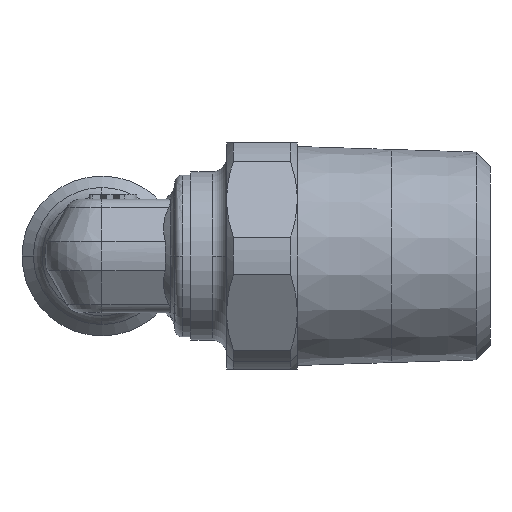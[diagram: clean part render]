
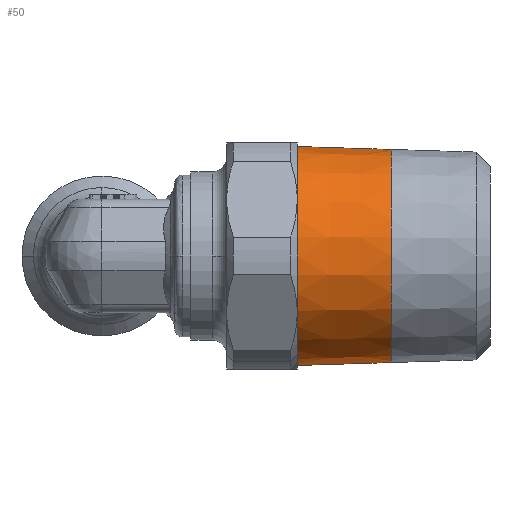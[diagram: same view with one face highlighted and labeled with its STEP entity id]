
A CAD part, left-side view. The second image highlights one B-rep face of the part: STEP entity #50.
In plain terms, the highlighted conical face has half-angle 1.79 degrees and reference radius 6.587 mm.
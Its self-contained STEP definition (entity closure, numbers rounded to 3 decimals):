
#50=ADVANCED_FACE('',(#217),#218,.T.);
#217=FACE_OUTER_BOUND('',#555,.T.);
#218=CONICAL_SURFACE('',#556,6.587,0.031);
#555=EDGE_LOOP('',(#913,#914,#915,#916));
#556=AXIS2_PLACEMENT_3D('',#917,#918,#919);
#913=ORIENTED_EDGE('',*,*,#2204,.F.);
#914=ORIENTED_EDGE('',*,*,#2205,.T.);
#915=ORIENTED_EDGE('',*,*,#2206,.F.);
#916=ORIENTED_EDGE('',*,*,#2207,.F.);
#917=CARTESIAN_POINT('',(0.0,-17.587,0.0));
#918=DIRECTION('',(-0.0,1.0,0.0));
#919=DIRECTION('',(0.,0.0,-1.0));
#2204=EDGE_CURVE('',#2627,#2628,#2629,.T.);
#2205=EDGE_CURVE('',#2627,#2630,#2631,.T.);
#2206=EDGE_CURVE('',#2632,#2630,#2633,.T.);
#2207=EDGE_CURVE('',#2628,#2632,#2634,.T.);
#2627=VERTEX_POINT('',#3328);
#2628=VERTEX_POINT('',#3329);
#2629=LINE('',#3330,#3331);
#2630=VERTEX_POINT('',#3332);
#2631=CIRCLE('',#3333,6.579);
#2632=VERTEX_POINT('',#3334);
#2633=LINE('',#3335,#3336);
#2634=CIRCLE('',#3337,6.76);
#3328=CARTESIAN_POINT('',(0.,-17.863,-6.579));
#3329=CARTESIAN_POINT('',(0.,-12.065,-6.76));
#3330=CARTESIAN_POINT('',(0.,-17.587,-6.587));
#3331=VECTOR('',#4932,1.0);
#3332=CARTESIAN_POINT('',(0.,-17.863,6.579));
#3333=AXIS2_PLACEMENT_3D('',#4933,#4934,#4935);
#3334=CARTESIAN_POINT('',(0.,-12.065,6.76));
#3335=CARTESIAN_POINT('',(0.,-17.587,6.587));
#3336=VECTOR('',#4936,1.0);
#3337=AXIS2_PLACEMENT_3D('',#4937,#4938,#4939);
#4932=DIRECTION('',(0.,1.,-0.031));
#4933=CARTESIAN_POINT('',(0.0,-17.865,0.0));
#4934=DIRECTION('',(0.0,1.0,0.0));
#4935=DIRECTION('',(0.,0.0,-1.0));
#4936=DIRECTION('',(0.,-1.,-0.031));
#4937=CARTESIAN_POINT('',(0.0,-12.065,0.0));
#4938=DIRECTION('',(0.0,1.0,0.0));
#4939=DIRECTION('',(0.,0.0,-1.0));
